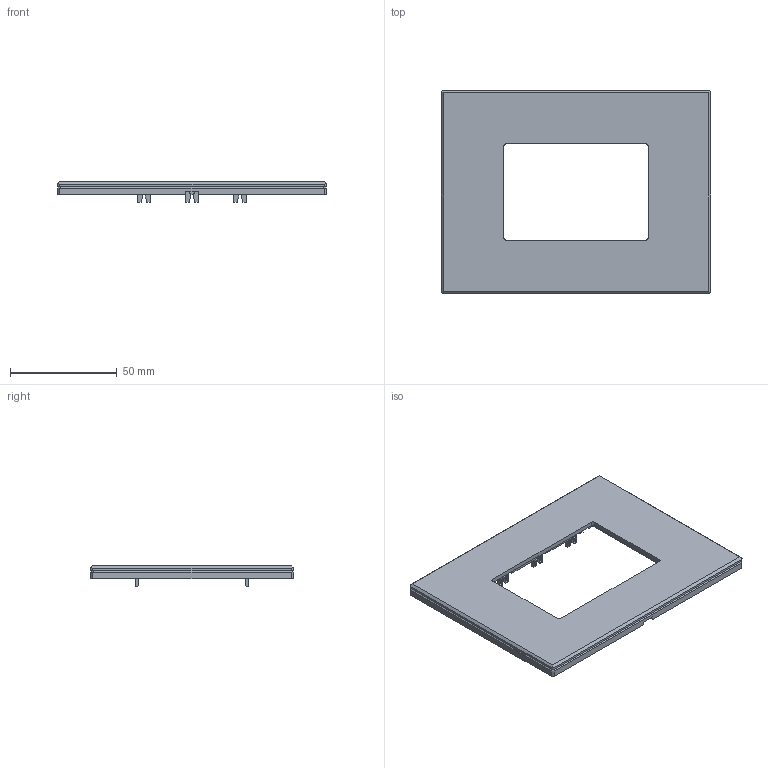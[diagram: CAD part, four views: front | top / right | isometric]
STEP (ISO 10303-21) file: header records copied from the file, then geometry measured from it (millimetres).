
FILE_DESCRIPTION (( 'STEP AP214' ), '1' );
FILE_NAME ('Vitrum-THREE-WAY-20250610.STEP', '2025-06-10T03:41:20', ( 'admin' ), ( '' ), 'SwSTEP 2.0', 'SolidWorks 2018', '' );
FILE_SCHEMA (( 'AUTOMOTIVE_DESIGN' ));
Length unit declared in the file: millimetre
Products named in the file (3): Vitrum-THREE-WAY-20250610; Vitrum三位边框衬板-20191122; Vitrum三位玻璃边框-20191121
Assembly tree (2 placements, depth 2):
  Vitrum-THREE-WAY-20250610
    Vitrum三位边框衬板-20191122
    Vitrum三位玻璃边框-20191121
Bounding box: 126 x 95 x 9.4 mm (x, y, z)
Volume: 31085.4 mm3; surface area: 40091.2 mm2
Topology: 2 solids, 2 shells, 1091 faces, 3078 edges, 2048 vertices
Faces by surface type: plane 800, bspline 249, cylinder 38, torus 4
Entity records: 48295 total; most frequent: CARTESIAN_POINT 21525, ORIENTED_EDGE 6156, DIRECTION 4328, EDGE_CURVE 3078, LINE 2490, VECTOR 2490, VERTEX_POINT 2048, EDGE_LOOP 1164
